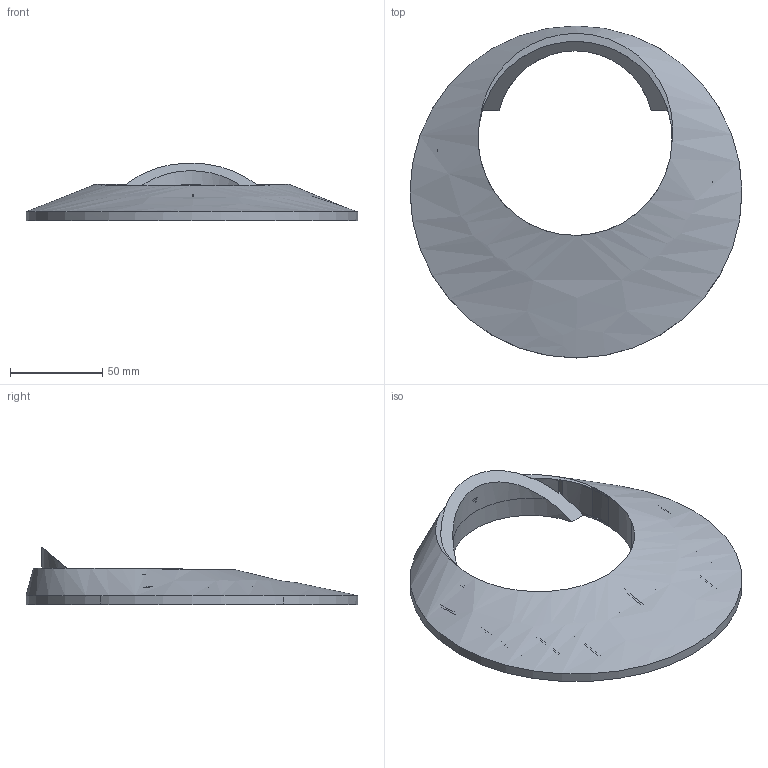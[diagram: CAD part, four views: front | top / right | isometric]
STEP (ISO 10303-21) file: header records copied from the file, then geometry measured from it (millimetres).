
FILE_DESCRIPTION(/* description */ ('','CAx-IF Rec.Pracs.---Representation and Presentation of Product Manufacturing Information (PMI)---4.0---2014-10-13'),/* implementation_level */ '2;1');
FILE_NAME(/* name */ 'HeadStand B2 base only.step',/* time_stamp */ '2024-12-06T18:09:35-07:00',/* author */ (''),/* organization */ (''),/* preprocessor_version */ 'ST-DEVELOPER v20',/* originating_system */ 'Autodesk Translation Framework v13.20.0.188',/* authorisation */ '');
FILE_SCHEMA (('AP242_MANAGED_MODEL_BASED_3D_ENGINEERING_MIM_LF { 1 0 10303 442 1 1 4 }'));
Length unit declared in the file: millimetre
Products named in the file (2): Headstand (B); Component3
Assembly tree (1 placements, depth 2):
  Headstand (B)
    Component3
Bounding box: 180 x 180 x 31.36 mm (x, y, z)
Volume: 201637.1 mm3; surface area: 69921.4 mm2
Topology: 1 solids, 12 shells, 149 faces, 358 edges, 237 vertices
Faces by surface type: plane 78, cylinder 49, bspline 22
Full cylindrical faces by diameter (mm): 180 x1
Entity records: 4970 total; most frequent: CARTESIAN_POINT 1614, ORIENTED_EDGE 716, DIRECTION 608, EDGE_CURVE 358, VERTEX_POINT 237, AXIS2_PLACEMENT_3D 215, LINE 178, VECTOR 178
